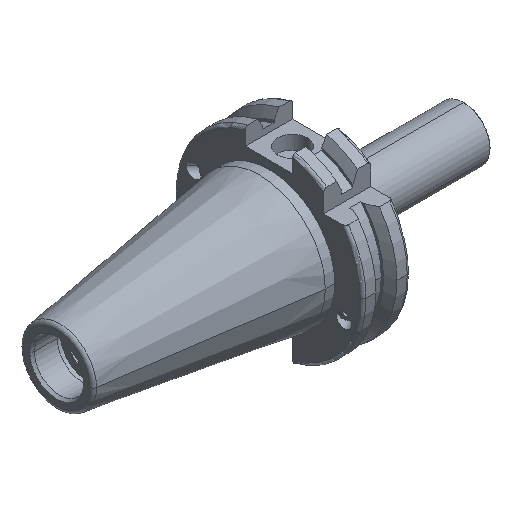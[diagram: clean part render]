
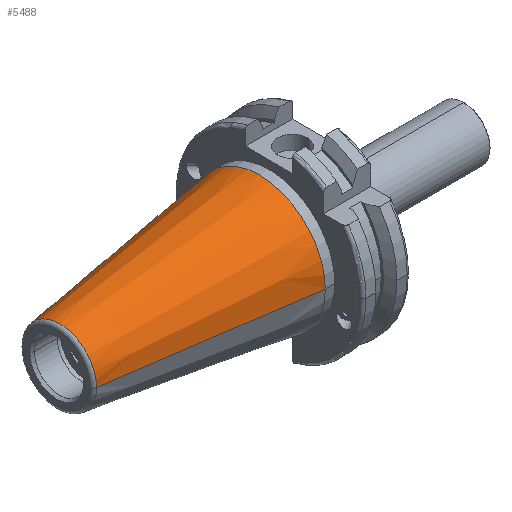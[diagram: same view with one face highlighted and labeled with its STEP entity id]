
A CAD part, isometric view. The second image highlights one B-rep face of the part: STEP entity #5488.
In plain terms, the highlighted conical face has half-angle 8.297 degrees and reference radius 22.225 mm.
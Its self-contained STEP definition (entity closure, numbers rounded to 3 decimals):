
#209 = VECTOR ( 'NONE', #4934, 1000. ) ;
#224 = AXIS2_PLACEMENT_3D ( 'NONE', #4926, #282, #4895 ) ;
#282 = DIRECTION ( 'NONE',  ( 1., 0., 0. ) ) ;
#357 = EDGE_CURVE ( 'NONE', #5900, #3553, #3440, .T. ) ;
#856 = ORIENTED_EDGE ( 'NONE', *, *, #3676, .F. ) ;
#1244 = EDGE_CURVE ( 'NONE', #3553, #5326, #4294, .T. ) ;
#1965 = CONICAL_SURFACE ( 'NONE', #224, 22.225, 0.145 ) ;
#2001 = EDGE_CURVE ( 'NONE', #5900, #5954, #3045, .T. ) ;
#2014 = DIRECTION ( 'NONE',  ( 0., -1., 0. ) ) ;
#2095 = VECTOR ( 'NONE', #2351, 1000. ) ;
#2155 = FACE_OUTER_BOUND ( 'NONE', #3181, .T. ) ;
#2351 = DIRECTION ( 'NONE',  ( 0.99, 0.144, 0. ) ) ;
#2404 = CARTESIAN_POINT ( 'NONE',  ( 0., 22.225, 0. ) ) ;
#2538 = CARTESIAN_POINT ( 'NONE',  ( 0., -22.225, 0. ) ) ;
#2605 = CARTESIAN_POINT ( 'NONE',  ( 0., -22.225, 0. ) ) ;
#2687 = CARTESIAN_POINT ( 'NONE',  ( 0., 22.225, 0. ) ) ;
#3045 = CIRCLE ( 'NONE', #3921, 12.4 ) ;
#3090 = ORIENTED_EDGE ( 'NONE', *, *, #1244, .T. ) ;
#3181 = EDGE_LOOP ( 'NONE', ( #5193, #5558, #3090, #856 ) ) ;
#3344 = DIRECTION ( 'NONE',  ( -1., 0., 0. ) ) ;
#3440 = LINE ( 'NONE', #2538, #209 ) ;
#3553 = VERTEX_POINT ( 'NONE', #2605 ) ;
#3676 = EDGE_CURVE ( 'NONE', #5954, #5326, #4142, .T. ) ;
#3921 = AXIS2_PLACEMENT_3D ( 'NONE', #4338, #3344, #2014 ) ;
#4142 = LINE ( 'NONE', #2687, #2095 ) ;
#4294 = CIRCLE ( 'NONE', #5572, 22.225 ) ;
#4338 = CARTESIAN_POINT ( 'NONE',  ( -67.373, 0., 0. ) ) ;
#4895 = DIRECTION ( 'NONE',  ( 0., 1., 0. ) ) ;
#4926 = CARTESIAN_POINT ( 'NONE',  ( 0., 0., 0. ) ) ;
#4934 = DIRECTION ( 'NONE',  ( 0.99, -0.144, 0. ) ) ;
#5193 = ORIENTED_EDGE ( 'NONE', *, *, #2001, .F. ) ;
#5326 = VERTEX_POINT ( 'NONE', #2404 ) ;
#5356 = CARTESIAN_POINT ( 'NONE',  ( 0., 0., 0. ) ) ;
#5394 = CARTESIAN_POINT ( 'NONE',  ( -67.373, 12.4, 0. ) ) ;
#5488 = ADVANCED_FACE ( 'NONE', ( #2155 ), #1965, .T. ) ;
#5558 = ORIENTED_EDGE ( 'NONE', *, *, #357, .T. ) ;
#5572 = AXIS2_PLACEMENT_3D ( 'NONE', #5356, #5855, #5917 ) ;
#5768 = CARTESIAN_POINT ( 'NONE',  ( -67.373, -12.4, 0. ) ) ;
#5855 = DIRECTION ( 'NONE',  ( -1., 0., 0. ) ) ;
#5900 = VERTEX_POINT ( 'NONE', #5768 ) ;
#5917 = DIRECTION ( 'NONE',  ( 0., -1., 0. ) ) ;
#5954 = VERTEX_POINT ( 'NONE', #5394 ) ;
